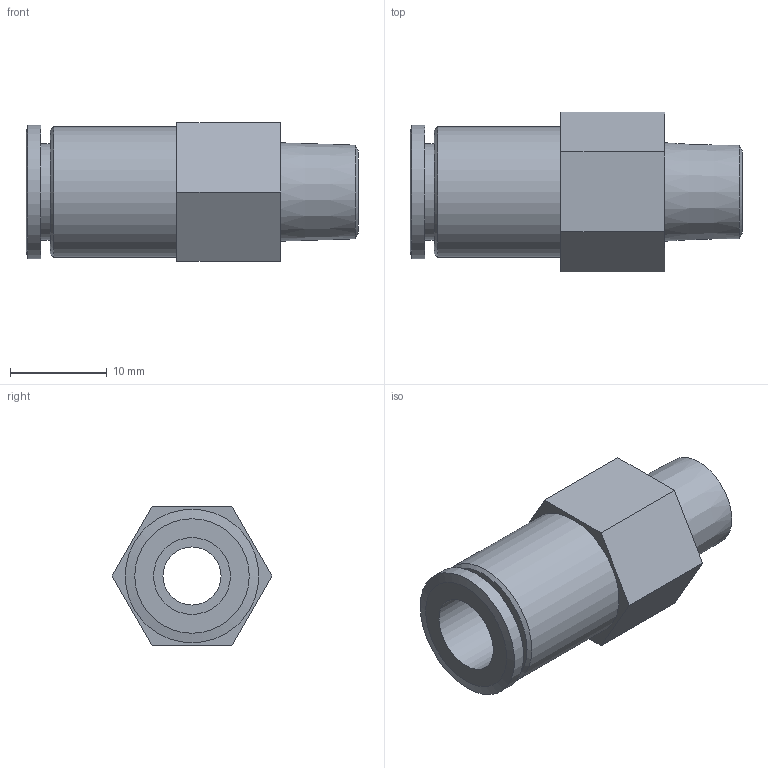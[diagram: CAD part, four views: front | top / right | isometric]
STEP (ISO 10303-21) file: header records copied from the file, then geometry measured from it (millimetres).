
FILE_DESCRIPTION(/* description */ ('STEP AP214'),/* implementation_level */ '2;1');
FILE_NAME(/* name */ '190861_HB-1_8-QS-5_16-U',/* time_stamp */ '2024-08-29T01:44:14+02:00',/* author */ ('License CC BY-ND 4.0'),/* organization */ ('CADENAS'),/* preprocessor_version */ 'ST-DEVELOPER v19.3',/* originating_system */ 'PARTsolutions',/* authorisation */ ' ');
FILE_SCHEMA (('AUTOMOTIVE_DESIGN {1 0 10303 214 3 1 1}'));
Length unit declared in the file: millimetre
Products named in the file (1): 190861 HB-1/8-QS-5/16-U
Bounding box: 34.3 x 16.5 x 14.29 mm (x, y, z)
Volume: 3378.1 mm3; surface area: 2582.9 mm2
Topology: 1 solids, 1 shells, 22 faces, 43 edges, 28 vertices
Faces by surface type: plane 13, cylinder 5, cone 4
Full cylindrical faces by diameter (mm): 6 x1, 7.938 x1, 9.938 x1, 13.5 x1, 13.8 x1
Entity records: 546 total; most frequent: DIRECTION 94, CARTESIAN_POINT 83, ORIENTED_EDGE 66, EDGE_LOOP 38, FACE_BOUND 38, AXIS2_PLACEMENT_3D 38, EDGE_CURVE 33, VERTEX_POINT 27
